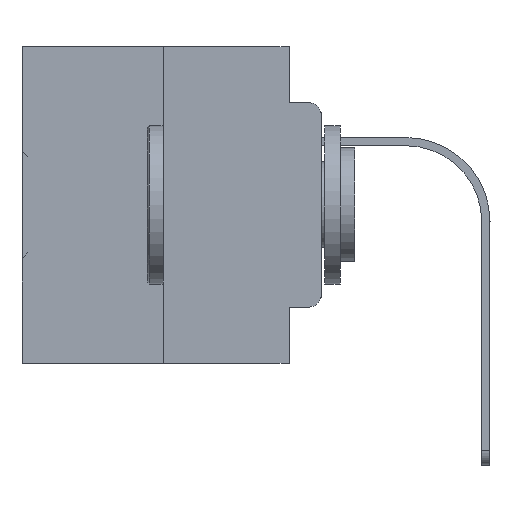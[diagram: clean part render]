
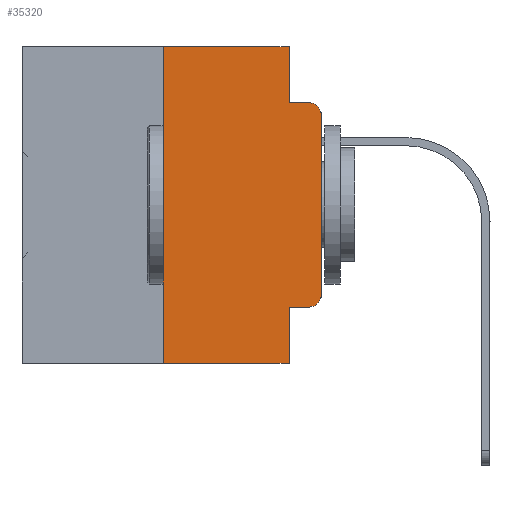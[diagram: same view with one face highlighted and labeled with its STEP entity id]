
A CAD part, left-side view. The second image highlights one B-rep face of the part: STEP entity #35320.
In plain terms, the highlighted planar face has unit normal (-1, 0, 0).
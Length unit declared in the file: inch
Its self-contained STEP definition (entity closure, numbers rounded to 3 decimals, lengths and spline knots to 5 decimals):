
#461 = EDGE_CURVE ( 'NONE', #14816, #28418, #3249, .T. ) ;
#495 = VECTOR ( 'NONE', #13173, 39.37008 ) ;
#528 = LINE ( 'NONE', #14092, #16579 ) ;
#1960 = VECTOR ( 'NONE', #18453, 39.37008 ) ;
#2436 = DIRECTION ( 'NONE',  ( 1., 0., 0. ) ) ;
#2934 = ORIENTED_EDGE ( 'NONE', *, *, #29613, .T. ) ;
#3249 = CIRCLE ( 'NONE', #33750, 0.02 ) ;
#4669 = LINE ( 'NONE', #15683, #34606 ) ;
#4755 = LINE ( 'NONE', #15590, #32241 ) ;
#4894 = LINE ( 'NONE', #32174, #1960 ) ;
#4940 = CARTESIAN_POINT ( 'NONE',  ( 0., 0.051, -0.0885 ) ) ;
#5618 = CARTESIAN_POINT ( 'NONE',  ( 0., 0.02, -0.1085 ) ) ;
#5631 = DIRECTION ( 'NONE',  ( 0., -1., 0. ) ) ;
#5976 = DIRECTION ( 'NONE',  ( -1., 0., 0. ) ) ;
#6153 = CARTESIAN_POINT ( 'NONE',  ( 0., 0.02, -0.3915 ) ) ;
#6991 = CARTESIAN_POINT ( 'NONE',  ( 0., 0.473, 0. ) ) ;
#9145 = VERTEX_POINT ( 'NONE', #26091 ) ;
#10569 = FACE_OUTER_BOUND ( 'NONE', #21838, .T. ) ;
#10583 = DIRECTION ( 'NONE',  ( 0., 0., -1. ) ) ;
#10644 = CARTESIAN_POINT ( 'NONE',  ( 0., 0.051, -0.4115 ) ) ;
#10852 = CARTESIAN_POINT ( 'NONE',  ( 0., 0.051, 0. ) ) ;
#11279 = VERTEX_POINT ( 'NONE', #17875 ) ;
#11566 = DIRECTION ( 'NONE',  ( 0., 0., 1. ) ) ;
#11607 = DIRECTION ( 'NONE',  ( 0., 0., -1. ) ) ;
#12973 = ORIENTED_EDGE ( 'NONE', *, *, #23710, .F. ) ;
#13036 = ORIENTED_EDGE ( 'NONE', *, *, #13365, .T. ) ;
#13063 = DIRECTION ( 'NONE',  ( 0., -1., 0. ) ) ;
#13173 = DIRECTION ( 'NONE',  ( 0., -1., 0. ) ) ;
#13357 = LINE ( 'NONE', #10644, #495 ) ;
#13365 = EDGE_CURVE ( 'NONE', #9145, #28663, #4755, .T. ) ;
#13447 = DIRECTION ( 'NONE',  ( 0., 0., -1. ) ) ;
#13606 = LINE ( 'NONE', #4940, #20618 ) ;
#13762 = CIRCLE ( 'NONE', #32795, 0.02 ) ;
#14092 = CARTESIAN_POINT ( 'NONE',  ( 0., 0., 0. ) ) ;
#14303 = EDGE_CURVE ( 'NONE', #9145, #17423, #4669, .T. ) ;
#14562 = AXIS2_PLACEMENT_3D ( 'NONE', #27175, #2436, #13447 ) ;
#14816 = VERTEX_POINT ( 'NONE', #17136 ) ;
#14984 = EDGE_CURVE ( 'NONE', #17742, #11279, #13357, .T. ) ;
#15097 = VERTEX_POINT ( 'NONE', #19122 ) ;
#15590 = CARTESIAN_POINT ( 'NONE',  ( 0., 0.473, -0.5 ) ) ;
#15683 = CARTESIAN_POINT ( 'NONE',  ( 0., 0.25, 0. ) ) ;
#16579 = VECTOR ( 'NONE', #11566, 39.37008 ) ;
#17136 = CARTESIAN_POINT ( 'NONE',  ( 0., 0., -0.1085 ) ) ;
#17423 = VERTEX_POINT ( 'NONE', #28575 ) ;
#17742 = VERTEX_POINT ( 'NONE', #33383 ) ;
#17875 = CARTESIAN_POINT ( 'NONE',  ( 0., 0.02, -0.4115 ) ) ;
#18340 = DIRECTION ( 'NONE',  ( -1., 0., 0. ) ) ;
#18453 = DIRECTION ( 'NONE',  ( 0., 0., -1. ) ) ;
#19068 = CARTESIAN_POINT ( 'NONE',  ( 0., 0.051, 0. ) ) ;
#19122 = CARTESIAN_POINT ( 'NONE',  ( 0., 0., -0.3915 ) ) ;
#20036 = VERTEX_POINT ( 'NONE', #19068 ) ;
#20528 = LINE ( 'NONE', #6991, #24538 ) ;
#20618 = VECTOR ( 'NONE', #5631, 39.37008 ) ;
#21838 = EDGE_LOOP ( 'NONE', ( #2934, #35464, #31755, #27967, #34670, #24678, #13036, #12973, #24049, #26677 ) ) ;
#23385 = EDGE_CURVE ( 'NONE', #31202, #28418, #13606, .T. ) ;
#23710 = EDGE_CURVE ( 'NONE', #17742, #28663, #4894, .T. ) ;
#23863 = DIRECTION ( 'NONE',  ( 0., 0., -1. ) ) ;
#24049 = ORIENTED_EDGE ( 'NONE', *, *, #14984, .T. ) ;
#24538 = VECTOR ( 'NONE', #31740, 39.37008 ) ;
#24678 = ORIENTED_EDGE ( 'NONE', *, *, #14303, .F. ) ;
#26091 = CARTESIAN_POINT ( 'NONE',  ( 0., 0.25, -0.5 ) ) ;
#26677 = ORIENTED_EDGE ( 'NONE', *, *, #31742, .T. ) ;
#26882 = EDGE_CURVE ( 'NONE', #17423, #20036, #20528, .T. ) ;
#27175 = CARTESIAN_POINT ( 'NONE',  ( 0., 0.473, 0. ) ) ;
#27247 = CARTESIAN_POINT ( 'NONE',  ( 0., 0.051, -0.5 ) ) ;
#27499 = VECTOR ( 'NONE', #23863, 39.37008 ) ;
#27967 = ORIENTED_EDGE ( 'NONE', *, *, #28151, .F. ) ;
#28151 = EDGE_CURVE ( 'NONE', #20036, #31202, #32701, .T. ) ;
#28418 = VERTEX_POINT ( 'NONE', #34470 ) ;
#28575 = CARTESIAN_POINT ( 'NONE',  ( 0., 0.25, 0. ) ) ;
#28663 = VERTEX_POINT ( 'NONE', #27247 ) ;
#29613 = EDGE_CURVE ( 'NONE', #15097, #14816, #528, .T. ) ;
#30400 = PLANE ( 'NONE',  #14562 ) ;
#31202 = VERTEX_POINT ( 'NONE', #32120 ) ;
#31740 = DIRECTION ( 'NONE',  ( 0., -1., 0. ) ) ;
#31742 = EDGE_CURVE ( 'NONE', #11279, #15097, #13762, .T. ) ;
#31755 = ORIENTED_EDGE ( 'NONE', *, *, #23385, .F. ) ;
#32120 = CARTESIAN_POINT ( 'NONE',  ( 0., 0.051, -0.0885 ) ) ;
#32174 = CARTESIAN_POINT ( 'NONE',  ( 0., 0.051, 0. ) ) ;
#32241 = VECTOR ( 'NONE', #13063, 39.37008 ) ;
#32701 = LINE ( 'NONE', #10852, #27499 ) ;
#32795 = AXIS2_PLACEMENT_3D ( 'NONE', #6153, #5976, #11607 ) ;
#33383 = CARTESIAN_POINT ( 'NONE',  ( 0., 0.051, -0.4115 ) ) ;
#33750 = AXIS2_PLACEMENT_3D ( 'NONE', #5618, #18340, #10583 ) ;
#34455 = DIRECTION ( 'NONE',  ( 0., 0., 1. ) ) ;
#34470 = CARTESIAN_POINT ( 'NONE',  ( 0., 0.02, -0.0885 ) ) ;
#34606 = VECTOR ( 'NONE', #34455, 39.37008 ) ;
#34670 = ORIENTED_EDGE ( 'NONE', *, *, #26882, .F. ) ;
#35320 = ADVANCED_FACE ( 'NONE', ( #10569 ), #30400, .F. ) ;
#35464 = ORIENTED_EDGE ( 'NONE', *, *, #461, .T. ) ;
